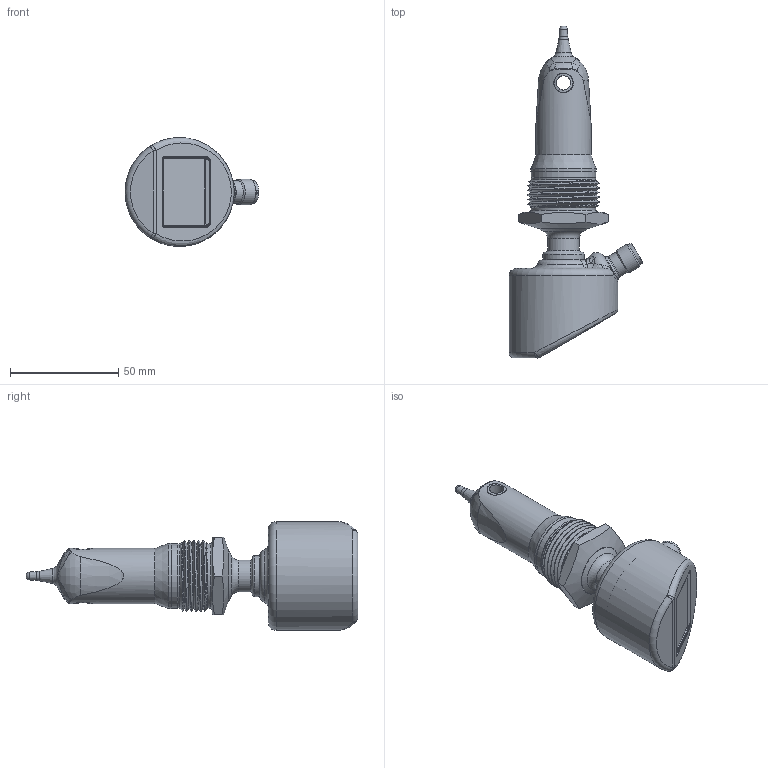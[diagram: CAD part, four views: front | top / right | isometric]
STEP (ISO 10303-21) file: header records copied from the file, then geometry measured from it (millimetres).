
FILE_DESCRIPTION(/* description */ ('Unknown'),/* implementation_level */ '2;1');
FILE_NAME(/* name */ 'Hus Komplet-mellem sensor 90°',/* time_stamp */ '2021-11-26T12:08:57+01:00',/* author */ ('Unknown'),/* organization */ ('Baumer'),/* preprocessor_version */ 'ST-DEVELOPER v16.7',/* originating_system */ 'Solid Edge',/* authorisation */ 'Unknown');
FILE_SCHEMA (('AUTOMOTIVE_DESIGN {1 0 10303 214 3 1 1}'));
Length unit declared in the file: millimetre
Products named in the file (1): Hus Komplet-mellem sensor 90°
Bounding box: 61.95 x 153.55 x 50.38 mm (x, y, z)
Volume: 38634.4 mm3; surface area: 45058 mm2
Topology: 3 solids, 4 shells, 1187 faces, 3092 edges, 1925 vertices
Faces by surface type: plane 504, cylinder 244, bspline 216, cone 106, torus 99, sphere 18
Full cylindrical faces by diameter (mm): 0.7 x7, 0.9 x2, 1 x5, 6.6 x1, 8.4 x1, 8.404 x1, 8.7 x1, 8.8 x1, 9 x2, 9.36 x1, 9.45 x1, 9.5 x1, 9.55 x1, 10.5 x2, 10.55 x1, 10.7 x2, 12 x2, 12.6 x1, 14.6 x1, 15 x1, 15.1 x1, 19 x3, 23.6 x2, 23.8 x1, 24.1 x1, 24.2 x1, 25.5 x1, 27 x1, 27.2 x1, 27.5 x1
Entity records: 46546 total; most frequent: CARTESIAN_POINT 14045, ORIENTED_EDGE 5706, DIRECTION 4758, EDGE_CURVE 2853, VERTEX_POINT 1854, AXIS2_PLACEMENT_3D 1785, FACE_BOUND 1403, EDGE_LOOP 1402
